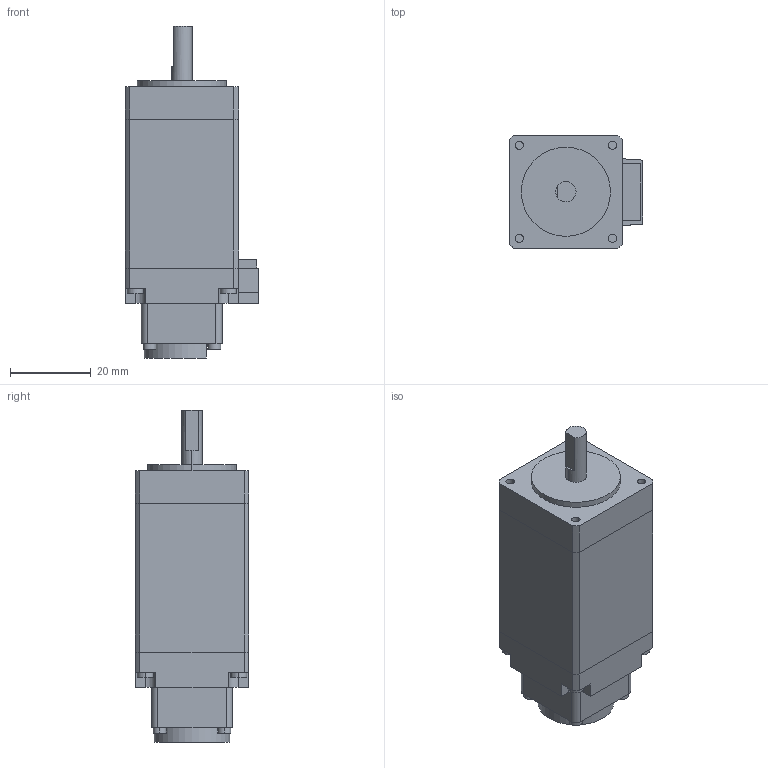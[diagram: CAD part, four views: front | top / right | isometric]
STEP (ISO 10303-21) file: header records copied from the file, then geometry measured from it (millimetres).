
FILE_DESCRIPTION (( 'STEP AP203' ), '1' );
FILE_NAME ('NMS11-E03T4A.step', '2023-05-17T23:22:30', ( '' ), ( '' ), 'SwSTEP 2.0', 'SolidWorks 2019', '' );
FILE_SCHEMA (( 'CONFIG_CONTROL_DESIGN' ));
Length unit declared in the file: millimetre
Products named in the file (2): NMS11-E03T4A; NMS11_motor^NMS11_NMS11-E03
Assembly tree (1 placements, depth 2):
  NMS11-E03T4A
    NMS11_motor^NMS11_NMS11-E03
Bounding box: 33 x 28 x 82 mm (x, y, z)
Volume: 47895.4 mm3; surface area: 13622.1 mm2
Topology: 6 solids, 6 shells, 124 faces, 294 edges, 196 vertices
Faces by surface type: plane 75, cylinder 49
Entity records: 3784 total; most frequent: DIRECTION 650, CARTESIAN_POINT 618, ORIENTED_EDGE 588, EDGE_CURVE 294, AXIS2_PLACEMENT_3D 228, VERTEX_POINT 196, VECTOR 194, LINE 194
